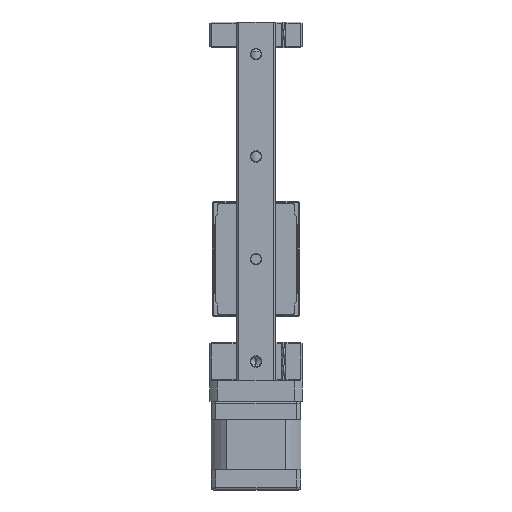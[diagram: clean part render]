
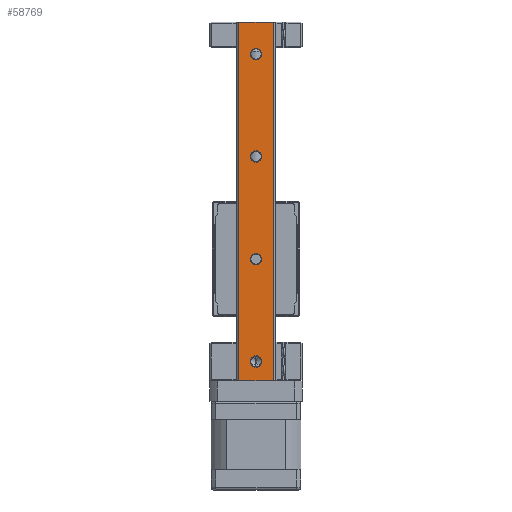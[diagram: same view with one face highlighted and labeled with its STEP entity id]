
A CAD part, front view. The second image highlights one B-rep face of the part: STEP entity #58769.
In plain terms, the highlighted planar face has unit normal (0, -1, 0).
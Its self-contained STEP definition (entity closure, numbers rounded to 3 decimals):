
#501 = ORIENTED_EDGE ( 'NONE', *, *, #14961, .T. ) ;
#605 = CARTESIAN_POINT ( 'NONE',  ( 1.082, -17.885, 36. ) ) ;
#1413 = VERTEX_POINT ( 'NONE', #1921 ) ;
#1457 = LINE ( 'NONE', #25146, #49585 ) ;
#1709 = ORIENTED_EDGE ( 'NONE', *, *, #5500, .T. ) ;
#1921 = CARTESIAN_POINT ( 'NONE',  ( -1.168, -17.885, 36. ) ) ;
#2228 = ORIENTED_EDGE ( 'NONE', *, *, #14557, .T. ) ;
#2885 = FACE_BOUND ( 'NONE', #43858, .T. ) ;
#3264 = DIRECTION ( 'NONE',  ( -1., 0., 0. ) ) ;
#4887 = ORIENTED_EDGE ( 'NONE', *, *, #52387, .T. ) ;
#5154 = CARTESIAN_POINT ( 'NONE',  ( -1.168, -17.885, 156. ) ) ;
#5254 = DIRECTION ( 'NONE',  ( 1., 0., 0. ) ) ;
#5476 = VECTOR ( 'NONE', #8832, 1000. ) ;
#5500 = EDGE_CURVE ( 'NONE', #51113, #20866, #11446, .T. ) ;
#6095 = CARTESIAN_POINT ( 'NONE',  ( 1.082, -17.885, 76. ) ) ;
#7409 = DIRECTION ( 'NONE',  ( 0., 1., 0. ) ) ;
#7690 = CARTESIAN_POINT ( 'NONE',  ( 3.332, -17.885, 116. ) ) ;
#8268 = CIRCLE ( 'NONE', #40240, 2.25 ) ;
#8832 = DIRECTION ( 'NONE',  ( -1., 0., 0. ) ) ;
#9177 = DIRECTION ( 'NONE',  ( 0., 1., 0. ) ) ;
#9360 = EDGE_LOOP ( 'NONE', ( #23002, #46773 ) ) ;
#9494 = VERTEX_POINT ( 'NONE', #13734 ) ;
#9777 = EDGE_LOOP ( 'NONE', ( #42657, #38310, #1709, #31722 ) ) ;
#10251 = VECTOR ( 'NONE', #59557, 1000. ) ;
#10777 = DIRECTION ( 'NONE',  ( 1., 0., 0. ) ) ;
#11420 = ORIENTED_EDGE ( 'NONE', *, *, #58775, .T. ) ;
#11446 = LINE ( 'NONE', #26483, #33301 ) ;
#11477 = CARTESIAN_POINT ( 'NONE',  ( 1.082, -17.885, 156. ) ) ;
#11951 = DIRECTION ( 'NONE',  ( -1., 0., 0. ) ) ;
#12430 = EDGE_CURVE ( 'NONE', #12761, #42114, #32609, .T. ) ;
#12597 = AXIS2_PLACEMENT_3D ( 'NONE', #25990, #58633, #30688 ) ;
#12761 = VERTEX_POINT ( 'NONE', #23000 ) ;
#13734 = CARTESIAN_POINT ( 'NONE',  ( -1.168, -17.885, 116. ) ) ;
#14557 = EDGE_CURVE ( 'NONE', #9494, #47813, #58652, .T. ) ;
#14961 = EDGE_CURVE ( 'NONE', #44674, #59247, #17732, .T. ) ;
#15282 = FACE_BOUND ( 'NONE', #54836, .T. ) ;
#15713 = AXIS2_PLACEMENT_3D ( 'NONE', #39883, #39493, #11951 ) ;
#15851 = CARTESIAN_POINT ( 'NONE',  ( -5.618, -17.885, 168.5 ) ) ;
#16139 = DIRECTION ( 'NONE',  ( 1., 0., 0. ) ) ;
#16997 = CIRCLE ( 'NONE', #38279, 2.25 ) ;
#17732 = CIRCLE ( 'NONE', #54591, 2.25 ) ;
#19824 = EDGE_CURVE ( 'NONE', #54125, #1413, #50709, .T. ) ;
#20866 = VERTEX_POINT ( 'NONE', #15851 ) ;
#21038 = CARTESIAN_POINT ( 'NONE',  ( 3.332, -17.885, 76. ) ) ;
#22537 = CARTESIAN_POINT ( 'NONE',  ( 1.082, -17.885, 116. ) ) ;
#23000 = CARTESIAN_POINT ( 'NONE',  ( 3.332, -17.885, 156. ) ) ;
#23002 = ORIENTED_EDGE ( 'NONE', *, *, #51149, .T. ) ;
#25146 = CARTESIAN_POINT ( 'NONE',  ( 7.782, -17.885, 168.5 ) ) ;
#25253 = CARTESIAN_POINT ( 'NONE',  ( 1.082, -17.885, 156. ) ) ;
#25990 = CARTESIAN_POINT ( 'NONE',  ( 1.082, -17.885, 116. ) ) ;
#26208 = CIRCLE ( 'NONE', #12597, 2.25 ) ;
#26483 = CARTESIAN_POINT ( 'NONE',  ( -5.618, -17.885, 168.5 ) ) ;
#26667 = ORIENTED_EDGE ( 'NONE', *, *, #51378, .T. ) ;
#26903 = CARTESIAN_POINT ( 'NONE',  ( -5.618, -17.885, 168.5 ) ) ;
#27231 = DIRECTION ( 'NONE',  ( 1., 0., 0. ) ) ;
#27696 = FACE_BOUND ( 'NONE', #36634, .T. ) ;
#29561 = VERTEX_POINT ( 'NONE', #55366 ) ;
#29856 = DIRECTION ( 'NONE',  ( 0., 0., -1. ) ) ;
#29957 = DIRECTION ( 'NONE',  ( 1., 0., 0. ) ) ;
#30688 = DIRECTION ( 'NONE',  ( 1., 0., 0. ) ) ;
#31722 = ORIENTED_EDGE ( 'NONE', *, *, #57001, .T. ) ;
#32544 = AXIS2_PLACEMENT_3D ( 'NONE', #605, #33177, #5254 ) ;
#32609 = CIRCLE ( 'NONE', #32621, 2.25 ) ;
#32621 = AXIS2_PLACEMENT_3D ( 'NONE', #25253, #57901, #29957 ) ;
#33177 = DIRECTION ( 'NONE',  ( 0., 1., 0. ) ) ;
#33301 = VECTOR ( 'NONE', #3264, 1000. ) ;
#33860 = AXIS2_PLACEMENT_3D ( 'NONE', #22537, #55184, #27231 ) ;
#33897 = EDGE_CURVE ( 'NONE', #51113, #29561, #1457, .T. ) ;
#35169 = PLANE ( 'NONE',  #15713 ) ;
#35330 = CARTESIAN_POINT ( 'NONE',  ( 1.082, -17.885, 76. ) ) ;
#36355 = EDGE_CURVE ( 'NONE', #29561, #51735, #41254, .T. ) ;
#36634 = EDGE_LOOP ( 'NONE', ( #4887, #54752 ) ) ;
#36764 = CARTESIAN_POINT ( 'NONE',  ( -5.618, -17.885, 28.5 ) ) ;
#37118 = CARTESIAN_POINT ( 'NONE',  ( 1.082, -17.885, 36. ) ) ;
#37868 = CARTESIAN_POINT ( 'NONE',  ( 3.332, -17.885, 36. ) ) ;
#38279 = AXIS2_PLACEMENT_3D ( 'NONE', #37118, #9177, #41817 ) ;
#38310 = ORIENTED_EDGE ( 'NONE', *, *, #33897, .F. ) ;
#38708 = DIRECTION ( 'NONE',  ( 0., 1., 0. ) ) ;
#39493 = DIRECTION ( 'NONE',  ( 0., -1., 0. ) ) ;
#39845 = CIRCLE ( 'NONE', #44987, 2.25 ) ;
#39883 = CARTESIAN_POINT ( 'NONE',  ( -5.618, -17.885, 168.5 ) ) ;
#40039 = DIRECTION ( 'NONE',  ( 1., 0., 0. ) ) ;
#40093 = FACE_BOUND ( 'NONE', #9360, .T. ) ;
#40240 = AXIS2_PLACEMENT_3D ( 'NONE', #6095, #38708, #10777 ) ;
#41254 = LINE ( 'NONE', #36764, #5476 ) ;
#41817 = DIRECTION ( 'NONE',  ( 1., 0., 0. ) ) ;
#42114 = VERTEX_POINT ( 'NONE', #5154 ) ;
#42657 = ORIENTED_EDGE ( 'NONE', *, *, #36355, .F. ) ;
#43858 = EDGE_LOOP ( 'NONE', ( #501, #26667 ) ) ;
#44117 = DIRECTION ( 'NONE',  ( 0., 1., 0. ) ) ;
#44674 = VERTEX_POINT ( 'NONE', #57730 ) ;
#44987 = AXIS2_PLACEMENT_3D ( 'NONE', #11477, #44117, #16139 ) ;
#46252 = CARTESIAN_POINT ( 'NONE',  ( -5.618, -17.885, 28.5 ) ) ;
#46773 = ORIENTED_EDGE ( 'NONE', *, *, #19824, .T. ) ;
#47495 = LINE ( 'NONE', #26903, #10251 ) ;
#47813 = VERTEX_POINT ( 'NONE', #7690 ) ;
#49585 = VECTOR ( 'NONE', #29856, 1000. ) ;
#50709 = CIRCLE ( 'NONE', #32544, 2.25 ) ;
#50795 = CARTESIAN_POINT ( 'NONE',  ( 7.782, -17.885, 168.5 ) ) ;
#51060 = FACE_OUTER_BOUND ( 'NONE', #9777, .T. ) ;
#51113 = VERTEX_POINT ( 'NONE', #50795 ) ;
#51149 = EDGE_CURVE ( 'NONE', #1413, #54125, #16997, .T. ) ;
#51378 = EDGE_CURVE ( 'NONE', #59247, #44674, #8268, .T. ) ;
#51735 = VERTEX_POINT ( 'NONE', #46252 ) ;
#52387 = EDGE_CURVE ( 'NONE', #42114, #12761, #39845, .T. ) ;
#54125 = VERTEX_POINT ( 'NONE', #37868 ) ;
#54591 = AXIS2_PLACEMENT_3D ( 'NONE', #35330, #7409, #40039 ) ;
#54752 = ORIENTED_EDGE ( 'NONE', *, *, #12430, .T. ) ;
#54836 = EDGE_LOOP ( 'NONE', ( #2228, #11420 ) ) ;
#55184 = DIRECTION ( 'NONE',  ( 0., 1., 0. ) ) ;
#55366 = CARTESIAN_POINT ( 'NONE',  ( 7.782, -17.885, 28.5 ) ) ;
#57001 = EDGE_CURVE ( 'NONE', #20866, #51735, #47495, .T. ) ;
#57730 = CARTESIAN_POINT ( 'NONE',  ( -1.168, -17.885, 76. ) ) ;
#57901 = DIRECTION ( 'NONE',  ( 0., 1., 0. ) ) ;
#58633 = DIRECTION ( 'NONE',  ( 0., 1., 0. ) ) ;
#58652 = CIRCLE ( 'NONE', #33860, 2.25 ) ;
#58769 = ADVANCED_FACE ( 'NONE', ( #2885, #40093, #51060, #15282, #27696 ), #35169, .T. ) ;
#58775 = EDGE_CURVE ( 'NONE', #47813, #9494, #26208, .T. ) ;
#59247 = VERTEX_POINT ( 'NONE', #21038 ) ;
#59557 = DIRECTION ( 'NONE',  ( 0., 0., -1. ) ) ;
